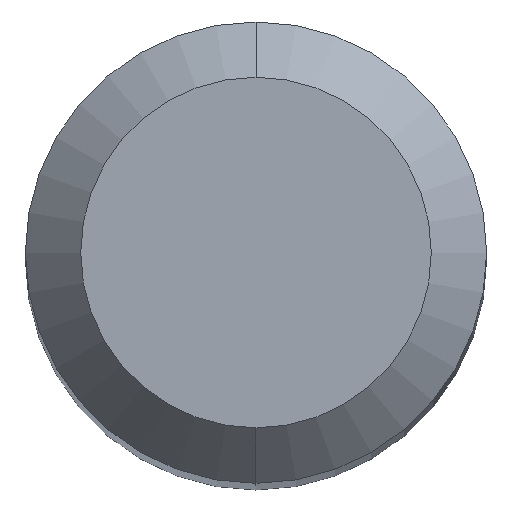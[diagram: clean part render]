
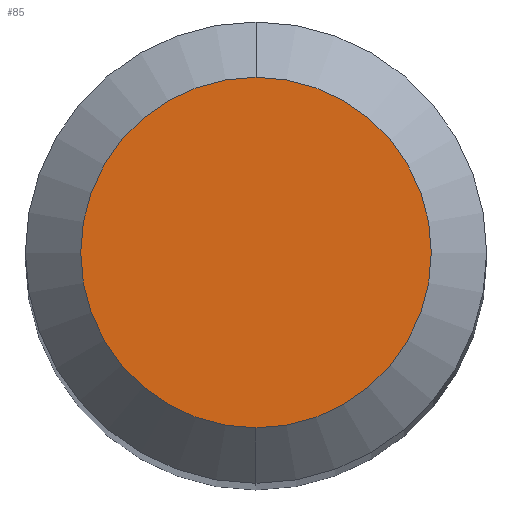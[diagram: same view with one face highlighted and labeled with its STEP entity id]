
A CAD part, top view. The second image highlights one B-rep face of the part: STEP entity #85.
In plain terms, the highlighted planar face has unit normal (0, 0, 1).
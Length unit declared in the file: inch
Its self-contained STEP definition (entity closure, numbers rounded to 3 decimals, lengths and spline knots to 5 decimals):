
#25 = DIRECTION ( 'NONE',  ( 0., 0., 1. ) ) ;
#45 = FACE_OUTER_BOUND ( 'NONE', #275, .T. ) ;
#74 = VERTEX_POINT ( 'NONE', #88 ) ;
#85 = ADVANCED_FACE ( 'NONE', ( #45 ), #520, .F. ) ;
#88 = CARTESIAN_POINT ( 'NONE',  ( 0., 0.0475, 0. ) ) ;
#114 = DIRECTION ( 'NONE',  ( 0., -1., 0. ) ) ;
#126 = AXIS2_PLACEMENT_3D ( 'NONE', #357, #25, #114 ) ;
#158 = DIRECTION ( 'NONE',  ( 0., 0., 1. ) ) ;
#165 = CARTESIAN_POINT ( 'NONE',  ( 0., 0.0475, 0. ) ) ;
#172 = AXIS2_PLACEMENT_3D ( 'NONE', #193, #158, #188 ) ;
#185 = CARTESIAN_POINT ( 'NONE',  ( 0., -0.0475, 0. ) ) ;
#188 = DIRECTION ( 'NONE',  ( 0., -1., 0. ) ) ;
#193 = CARTESIAN_POINT ( 'NONE',  ( 0., 0., 0. ) ) ;
#269 = ORIENTED_EDGE ( 'NONE', *, *, #388, .T. ) ;
#275 = EDGE_LOOP ( 'NONE', ( #269, #384 ) ) ;
#338 = VERTEX_POINT ( 'NONE', #185 ) ;
#349 = EDGE_CURVE ( 'NONE', #338, #74, #353, .T. ) ;
#353 = CIRCLE ( 'NONE', #172, 0.0475 ) ;
#357 = CARTESIAN_POINT ( 'NONE',  ( 0., 0., 0. ) ) ;
#360 = DIRECTION ( 'NONE',  ( 0., 0., -1. ) ) ;
#384 = ORIENTED_EDGE ( 'NONE', *, *, #349, .T. ) ;
#388 = EDGE_CURVE ( 'NONE', #74, #338, #393, .T. ) ;
#393 = CIRCLE ( 'NONE', #126, 0.0475 ) ;
#398 = DIRECTION ( 'NONE',  ( 0., 1., 0. ) ) ;
#458 = AXIS2_PLACEMENT_3D ( 'NONE', #165, #360, #398 ) ;
#520 = PLANE ( 'NONE',  #458 ) ;
